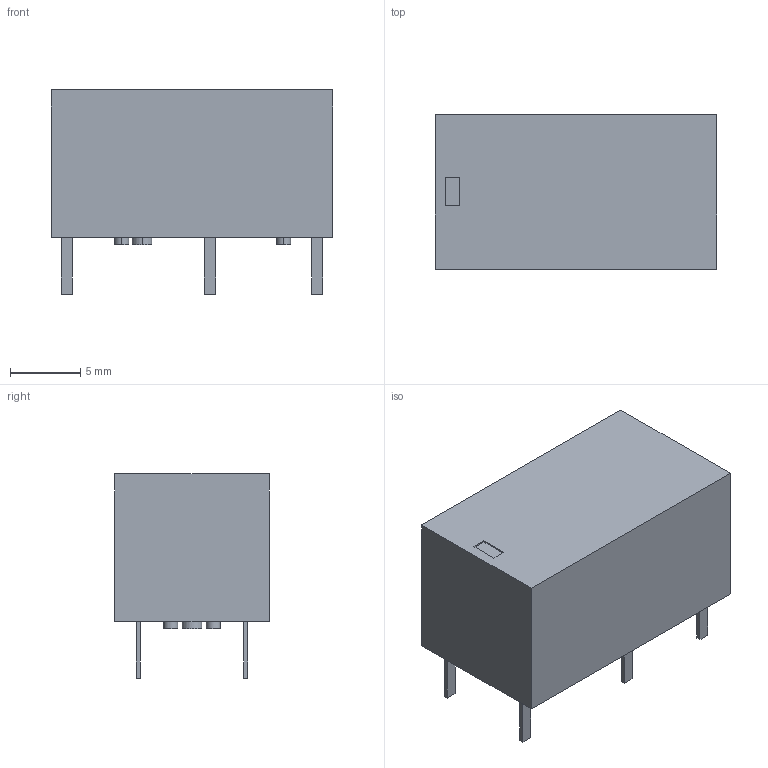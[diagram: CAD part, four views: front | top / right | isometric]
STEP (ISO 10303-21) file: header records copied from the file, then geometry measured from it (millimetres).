
FILE_DESCRIPTION(('FreeCAD Model'),'2;1');
FILE_NAME('G6B_2014P_US.step', '2017-03-22T15:10:28',('kicad StepUp'),('ksu MCAD'), 'Open CASCADE STEP processor 6.8','FreeCAD','Unknown');
FILE_SCHEMA(('AUTOMOTIVE_DESIGN_CC2 { 1 2 10303 214 -1 1 5 4 }'));
Length unit declared in the file: millimetre
Products named in the file (1): G6B_2014P_US
Bounding box: 20 x 11 x 14.5 mm (x, y, z)
Volume: 2317.9 mm3; surface area: 1152.9 mm2
Topology: 1 solids, 1 shells, 56 faces, 126 edges, 84 vertices
Faces by surface type: plane 46, cylinder 10
Entity records: 1571 total; most frequent: CARTESIAN_POINT 267, DIRECTION 260, ORIENTED_EDGE 252, EDGE_CURVE 126, LINE 106, VECTOR 106, VERTEX_POINT 84, AXIS2_PLACEMENT_3D 77
